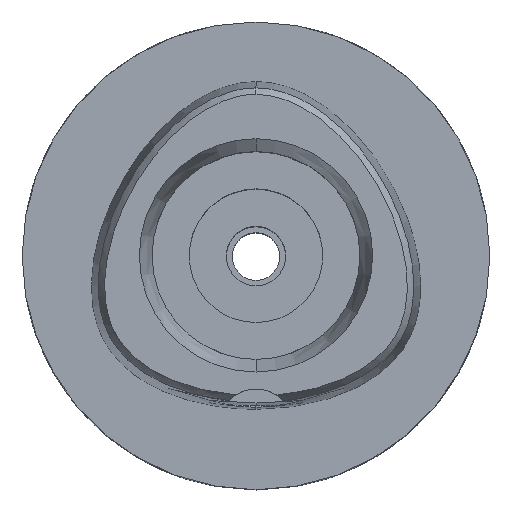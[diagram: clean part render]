
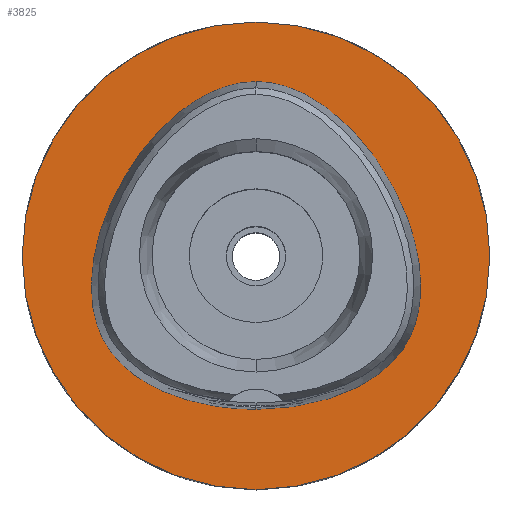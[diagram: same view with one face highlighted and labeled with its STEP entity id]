
A CAD part, top view. The second image highlights one B-rep face of the part: STEP entity #3825.
In plain terms, the highlighted planar face has unit normal (0, 0, 1).
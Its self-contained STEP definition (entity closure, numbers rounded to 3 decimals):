
#9 = CARTESIAN_POINT ( 'NONE',  ( -2.565, 23.293, 0. ) ) ;
#87 = DIRECTION ( 'NONE',  ( 0., 0., -1. ) ) ;
#170 = CARTESIAN_POINT ( 'NONE',  ( 5.098, 22.526, 0. ) ) ;
#184 = AXIS2_PLACEMENT_3D ( 'NONE', #2050, #1616, #2886 ) ;
#226 = CARTESIAN_POINT ( 'NONE',  ( 18.068, 10.432, 0. ) ) ;
#232 = EDGE_CURVE ( 'NONE', #2319, #419, #2688, .T. ) ;
#237 = CARTESIAN_POINT ( 'NONE',  ( -11.233, -18.893, 0. ) ) ;
#418 = CARTESIAN_POINT ( 'NONE',  ( -18.068, 10.432, 0. ) ) ;
#419 = VERTEX_POINT ( 'NONE', #2496 ) ;
#469 = CARTESIAN_POINT ( 'NONE',  ( -20.35, -11.749, 0. ) ) ;
#510 = EDGE_CURVE ( 'NONE', #4112, #4266, #5120, .T. ) ;
#518 = DIRECTION ( 'NONE',  ( 0., -1., 0. ) ) ;
#561 = CARTESIAN_POINT ( 'NONE',  ( 20.749, 4.657, 0. ) ) ;
#573 = CARTESIAN_POINT ( 'NONE',  ( 0., 0., 0. ) ) ;
#607 = PLANE ( 'NONE',  #1795 ) ;
#668 = CARTESIAN_POINT ( 'NONE',  ( 18.568, -14.169, 0. ) ) ;
#864 = FACE_OUTER_BOUND ( 'NONE', #1725, .T. ) ;
#950 = CARTESIAN_POINT ( 'NONE',  ( 20.35, -11.749, 0. ) ) ;
#995 = CARTESIAN_POINT ( 'NONE',  ( 0., -20.675, 0. ) ) ;
#1017 = CARTESIAN_POINT ( 'NONE',  ( -18.568, -14.169, 0. ) ) ;
#1142 = ORIENTED_EDGE ( 'NONE', *, *, #5029, .F. ) ;
#1253 = CARTESIAN_POINT ( 'NONE',  ( -22.057, -6.848, 0. ) ) ;
#1403 = CARTESIAN_POINT ( 'NONE',  ( 21.978, -0.281, 0. ) ) ;
#1616 = DIRECTION ( 'NONE',  ( 0., 0., -1. ) ) ;
#1725 = EDGE_LOOP ( 'NONE', ( #3144, #2258 ) ) ;
#1761 = CARTESIAN_POINT ( 'NONE',  ( 0., 0., 0. ) ) ;
#1763 = CARTESIAN_POINT ( 'NONE',  ( 2.565, 23.293, 0. ) ) ;
#1795 = AXIS2_PLACEMENT_3D ( 'NONE', #1761, #87, #4835 ) ;
#1818 = CARTESIAN_POINT ( 'NONE',  ( 0., 23.475, 0. ) ) ;
#1828 = CARTESIAN_POINT ( 'NONE',  ( -2.114, -20.675, 0. ) ) ;
#1966 = AXIS2_PLACEMENT_3D ( 'NONE', #573, #4564, #518 ) ;
#1994 = ORIENTED_EDGE ( 'NONE', *, *, #510, .F. ) ;
#2013 = CARTESIAN_POINT ( 'NONE',  ( -7.571, 21.315, 0. ) ) ;
#2050 = CARTESIAN_POINT ( 'NONE',  ( 0., 0., 0. ) ) ;
#2157 = CARTESIAN_POINT ( 'NONE',  ( 0., -20.675, 0. ) ) ;
#2227 = EDGE_LOOP ( 'NONE', ( #1142, #1994 ) ) ;
#2258 = ORIENTED_EDGE ( 'NONE', *, *, #5116, .F. ) ;
#2319 = VERTEX_POINT ( 'NONE', #2932 ) ;
#2379 = CARTESIAN_POINT ( 'NONE',  ( 0., -20.675, 0. ) ) ;
#2425 = CARTESIAN_POINT ( 'NONE',  ( -14.408, 15.641, 0. ) ) ;
#2496 = CARTESIAN_POINT ( 'NONE',  ( 0., -31.5, 0. ) ) ;
#2537 = CARTESIAN_POINT ( 'NONE',  ( -16.959, -15.678, 0. ) ) ;
#2548 = CARTESIAN_POINT ( 'NONE',  ( 22.057, -6.848, 0. ) ) ;
#2578 = CARTESIAN_POINT ( 'NONE',  ( 20.932, -10.604, 0. ) ) ;
#2623 = CARTESIAN_POINT ( 'NONE',  ( 0., 23.475, 0. ) ) ;
#2688 = CIRCLE ( 'NONE', #184, 31.5 ) ;
#2846 = CARTESIAN_POINT ( 'NONE',  ( -21.555, -8.996, 0. ) ) ;
#2886 = DIRECTION ( 'NONE',  ( 0., 1., 0. ) ) ;
#2932 = CARTESIAN_POINT ( 'NONE',  ( 0., 31.5, 0. ) ) ;
#2964 = CARTESIAN_POINT ( 'NONE',  ( 2.114, -20.675, 0. ) ) ;
#3144 = ORIENTED_EDGE ( 'NONE', *, *, #232, .F. ) ;
#3223 = FACE_BOUND ( 'NONE', #2227, .T. ) ;
#3235 = CARTESIAN_POINT ( 'NONE',  ( -21.978, -0.281, 0. ) ) ;
#3347 = CARTESIAN_POINT ( 'NONE',  ( 11.233, -18.893, 0. ) ) ;
#3429 = CARTESIAN_POINT ( 'NONE',  ( 14.408, 15.641, 0. ) ) ;
#3577 = CARTESIAN_POINT ( 'NONE',  ( -0.855, 23.475, 0. ) ) ;
#3623 = CARTESIAN_POINT ( 'NONE',  ( -20.749, 4.657, 0. ) ) ;
#3716 = CARTESIAN_POINT ( 'NONE',  ( 21.555, -8.996, 0. ) ) ;
#3741 = CARTESIAN_POINT ( 'NONE',  ( 7.571, 21.315, 0. ) ) ;
#3794 = CARTESIAN_POINT ( 'NONE',  ( 19.649, -12.825, 0. ) ) ;
#3825 = ADVANCED_FACE ( 'NONE', ( #864, #3223 ), #607, .F. ) ;
#3991 = CARTESIAN_POINT ( 'NONE',  ( -10.746, 19.174, 0. ) ) ;
#4112 = VERTEX_POINT ( 'NONE', #2379 ) ;
#4125 = CARTESIAN_POINT ( 'NONE',  ( 22.245, -4.1, 0. ) ) ;
#4160 = CARTESIAN_POINT ( 'NONE',  ( -19.649, -12.825, 0. ) ) ;
#4173 = CARTESIAN_POINT ( 'NONE',  ( 6.341, -20.298, 0. ) ) ;
#4187 = CARTESIAN_POINT ( 'NONE',  ( -14.673, -17.214, 0. ) ) ;
#4203 = CIRCLE ( 'NONE', #1966, 31.5 ) ;
#4228 = CARTESIAN_POINT ( 'NONE',  ( 14.673, -17.214, 0. ) ) ;
#4266 = VERTEX_POINT ( 'NONE', #2623 ) ;
#4390 = CARTESIAN_POINT ( 'NONE',  ( 0., 23.475, 0. ) ) ;
#4409 = CARTESIAN_POINT ( 'NONE',  ( -20.932, -10.604, 0. ) ) ;
#4503 = CARTESIAN_POINT ( 'NONE',  ( 16.959, -15.678, 0. ) ) ;
#4533 = CARTESIAN_POINT ( 'NONE',  ( 0.855, 23.475, 0. ) ) ;
#4555 = CARTESIAN_POINT ( 'NONE',  ( 10.746, 19.174, 0. ) ) ;
#4564 = DIRECTION ( 'NONE',  ( 0., 0., -1. ) ) ;
#4681 = B_SPLINE_CURVE_WITH_KNOTS ( 'NONE', 3,
 ( #4390, #3577, #9, #4752, #2013, #3991, #2425, #418, #3623, #3235, #4800, #1253, #2846, #4409, #469, #4160, #1017, #2537, #4187, #237, #4931, #1828, #995 ),
 .UNSPECIFIED., .F., .F.,
 ( 4, 1, 1, 1, 1, 1, 1, 1, 1, 1, 1, 1, 1, 1, 1, 1, 1, 1, 1, 1, 4 ),
 ( 0., 0.042, 0.083, 0.125, 0.167, 0.25, 0.333, 0.417, 0.5, 0.542, 0.583, 0.625, 0.646, 0.667, 0.688, 0.708, 0.75, 0.792, 0.833, 0.917, 1. ),
 .UNSPECIFIED. ) ;
#4752 = CARTESIAN_POINT ( 'NONE',  ( -5.098, 22.526, 0. ) ) ;
#4800 = CARTESIAN_POINT ( 'NONE',  ( -22.245, -4.1, 0. ) ) ;
#4835 = DIRECTION ( 'NONE',  ( 0., -1., 0. ) ) ;
#4931 = CARTESIAN_POINT ( 'NONE',  ( -6.341, -20.298, 0. ) ) ;
#5029 = EDGE_CURVE ( 'NONE', #4266, #4112, #4681, .T. ) ;
#5116 = EDGE_CURVE ( 'NONE', #419, #2319, #4203, .T. ) ;
#5120 = B_SPLINE_CURVE_WITH_KNOTS ( 'NONE', 3,
 ( #2157, #2964, #4173, #3347, #4228, #4503, #668, #3794, #950, #2578, #3716, #2548, #4125, #1403, #561, #226, #3429, #4555, #3741, #170, #1763, #4533, #1818 ),
 .UNSPECIFIED., .F., .F.,
 ( 4, 1, 1, 1, 1, 1, 1, 1, 1, 1, 1, 1, 1, 1, 1, 1, 1, 1, 1, 1, 4 ),
 ( 0., 0.083, 0.167, 0.208, 0.25, 0.292, 0.313, 0.333, 0.354, 0.375, 0.417, 0.458, 0.5, 0.583, 0.667, 0.75, 0.833, 0.875, 0.917, 0.958, 1. ),
 .UNSPECIFIED. ) ;
